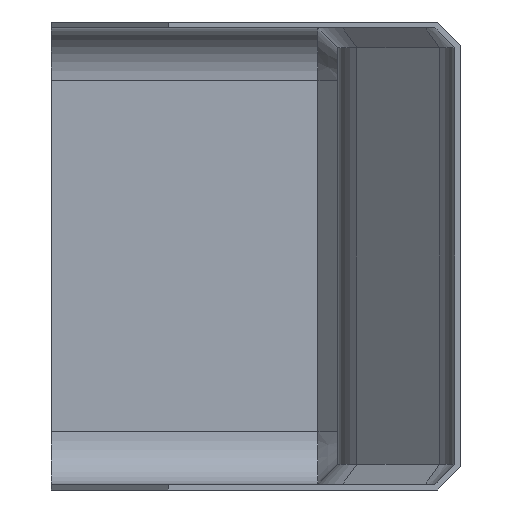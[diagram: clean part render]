
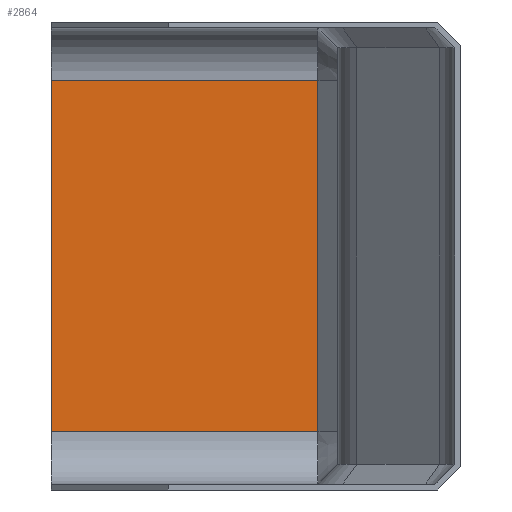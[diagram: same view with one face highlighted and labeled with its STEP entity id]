
A CAD part, front view. The second image highlights one B-rep face of the part: STEP entity #2864.
In plain terms, the highlighted planar face has unit normal (0, -1, 0).
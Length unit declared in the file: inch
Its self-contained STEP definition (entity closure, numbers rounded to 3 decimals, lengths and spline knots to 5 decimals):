
#2 = PLANE ( 'NONE',  #4071 ) ;
#449 = DIRECTION ( 'NONE',  ( -1., 0., 0. ) ) ;
#466 = DIRECTION ( 'NONE',  ( 0., -1., 0. ) ) ;
#483 = CARTESIAN_POINT ( 'NONE',  ( -1., 5.95, 2. ) ) ;
#854 = LINE ( 'NONE', #4109, #1073 ) ;
#864 = EDGE_CURVE ( 'NONE', #2707, #4136, #854, .T. ) ;
#1073 = VECTOR ( 'NONE', #449, 39.37008 ) ;
#1207 = EDGE_CURVE ( 'NONE', #4468, #2707, #1645, .T. ) ;
#1216 = CARTESIAN_POINT ( 'NONE',  ( 1.27929, 5.95, 1.5 ) ) ;
#1309 = VERTEX_POINT ( 'NONE', #2503 ) ;
#1326 = ORIENTED_EDGE ( 'NONE', *, *, #1207, .F. ) ;
#1645 = LINE ( 'NONE', #4907, #4569 ) ;
#1697 = DIRECTION ( 'NONE',  ( 1., 0., 0. ) ) ;
#2503 = CARTESIAN_POINT ( 'NONE',  ( -1., 5.95, 1.5 ) ) ;
#2707 = VERTEX_POINT ( 'NONE', #5227 ) ;
#2817 = EDGE_CURVE ( 'NONE', #1309, #4468, #3357, .T. ) ;
#2846 = ORIENTED_EDGE ( 'NONE', *, *, #864, .F. ) ;
#2864 = ADVANCED_FACE ( 'NONE', ( #5281 ), #2, .T. ) ;
#2899 = CARTESIAN_POINT ( 'NONE',  ( 1.5, 5.95, 2. ) ) ;
#2965 = DIRECTION ( 'NONE',  ( 0., 0., -1. ) ) ;
#3357 = LINE ( 'NONE', #4903, #3730 ) ;
#3537 = VECTOR ( 'NONE', #4516, 39.37008 ) ;
#3708 = EDGE_LOOP ( 'NONE', ( #4201, #5021, #2846, #1326 ) ) ;
#3723 = EDGE_CURVE ( 'NONE', #1309, #4136, #4919, .T. ) ;
#3730 = VECTOR ( 'NONE', #1697, 39.37008 ) ;
#3821 = CARTESIAN_POINT ( 'NONE',  ( -1., 5.95, -1.5 ) ) ;
#4071 = AXIS2_PLACEMENT_3D ( 'NONE', #2899, #466, #4528 ) ;
#4109 = CARTESIAN_POINT ( 'NONE',  ( 1.5, 5.95, -1.5 ) ) ;
#4136 = VERTEX_POINT ( 'NONE', #3821 ) ;
#4201 = ORIENTED_EDGE ( 'NONE', *, *, #2817, .F. ) ;
#4468 = VERTEX_POINT ( 'NONE', #1216 ) ;
#4516 = DIRECTION ( 'NONE',  ( 0., 0., -1. ) ) ;
#4528 = DIRECTION ( 'NONE',  ( 0., 0., -1. ) ) ;
#4569 = VECTOR ( 'NONE', #2965, 39.37008 ) ;
#4903 = CARTESIAN_POINT ( 'NONE',  ( 1.5, 5.95, 1.5 ) ) ;
#4907 = CARTESIAN_POINT ( 'NONE',  ( 1.27929, 5.95, 2. ) ) ;
#4919 = LINE ( 'NONE', #483, #3537 ) ;
#5021 = ORIENTED_EDGE ( 'NONE', *, *, #3723, .T. ) ;
#5227 = CARTESIAN_POINT ( 'NONE',  ( 1.27929, 5.95, -1.5 ) ) ;
#5281 = FACE_OUTER_BOUND ( 'NONE', #3708, .T. ) ;
